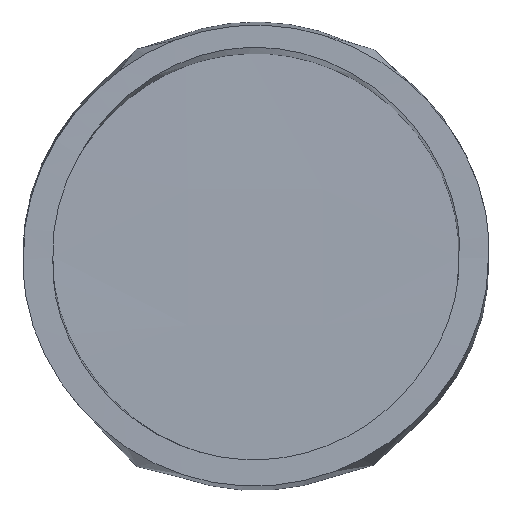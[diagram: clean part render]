
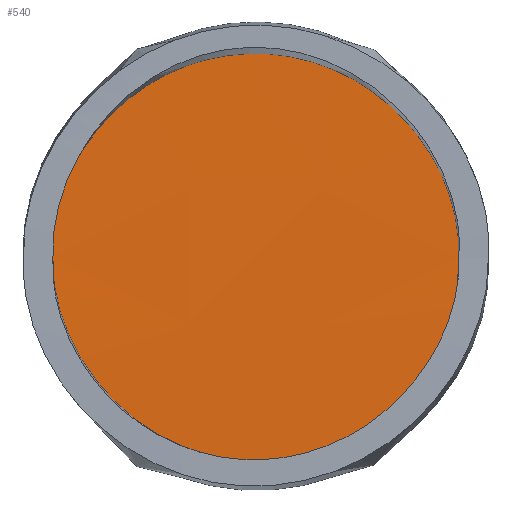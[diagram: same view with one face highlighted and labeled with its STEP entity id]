
A CAD part, top view. The second image highlights one B-rep face of the part: STEP entity #540.
In plain terms, the highlighted free-form (B-spline) face has degree [3, 3] with [4, 4] control points.
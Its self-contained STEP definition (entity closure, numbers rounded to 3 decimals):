
#24 = VERTEX_POINT('',#25);
#25 = CARTESIAN_POINT('',(-0.875,0.003,
    -0.111));
#32 = B_SPLINE_SURFACE_WITH_KNOTS('',3,3,(
    (#33,#34,#35,#36)
    ,(#37,#38,#39,#40)
    ,(#41,#42,#43,#44)
    ,(#45,#46,#47,#48
    )),.UNSPECIFIED.,.F.,.F.,.F.,(4,4),(4,4),(0.,1.),(0.,1.),
  .PIECEWISE_BEZIER_KNOTS.);
#33 = CARTESIAN_POINT('',(0.924,-0.001,
    0.18));
#34 = CARTESIAN_POINT('',(0.927,-0.008,
    0.07));
#35 = CARTESIAN_POINT('',(0.913,-0.003,
    -0.009));
#36 = CARTESIAN_POINT('',(0.927,-0.018,
    -0.12));
#37 = CARTESIAN_POINT('',(0.929,1.19,0.175)
  );
#38 = CARTESIAN_POINT('',(0.945,1.183,
    0.082));
#39 = CARTESIAN_POINT('',(0.935,1.164,
    -0.024));
#40 = CARTESIAN_POINT('',(0.931,1.179,-0.115)
  );
#41 = CARTESIAN_POINT('',(-0.927,1.181,0.174)
  );
#42 = CARTESIAN_POINT('',(-0.938,1.18,
    0.088));
#43 = CARTESIAN_POINT('',(-0.926,1.181,
    -0.026));
#44 = CARTESIAN_POINT('',(-0.929,1.174,-0.113
    ));
#45 = CARTESIAN_POINT('',(-0.929,-0.001,
    0.189));
#46 = CARTESIAN_POINT('',(-0.921,-0.005,
    0.087));
#47 = CARTESIAN_POINT('',(-0.924,-0.004,
    -0.006));
#48 = CARTESIAN_POINT('',(-0.924,-0.011,
    -0.109));
#57 = B_SPLINE_SURFACE_WITH_KNOTS('',3,3,(
    (#58,#59,#60,#61)
    ,(#62,#63,#64,#65)
    ,(#66,#67,#68,#69)
    ,(#70,#71,#72,#73
    )),.UNSPECIFIED.,.F.,.F.,.F.,(4,4),(4,4),(0.,1.),(0.,1.),
  .PIECEWISE_BEZIER_KNOTS.);
#58 = CARTESIAN_POINT('',(-0.92,-0.001,
    0.176));
#59 = CARTESIAN_POINT('',(-0.919,0.008,
    0.077));
#60 = CARTESIAN_POINT('',(-0.924,0.007,
    -0.015));
#61 = CARTESIAN_POINT('',(-0.927,0.01,
    -0.108));
#62 = CARTESIAN_POINT('',(-0.929,-1.188,0.169
    ));
#63 = CARTESIAN_POINT('',(-0.939,-1.187,
    0.085));
#64 = CARTESIAN_POINT('',(-0.942,-1.183,
    -0.024));
#65 = CARTESIAN_POINT('',(-0.938,-1.184,
    -0.107));
#66 = CARTESIAN_POINT('',(0.94,-1.168,0.17)
  );
#67 = CARTESIAN_POINT('',(0.947,-1.172,
    0.08));
#68 = CARTESIAN_POINT('',(0.953,-1.17,
    -0.018));
#69 = CARTESIAN_POINT('',(0.938,-1.167,-0.115
    ));
#70 = CARTESIAN_POINT('',(0.921,0.013,
    0.177));
#71 = CARTESIAN_POINT('',(0.921,0.017,
    0.072));
#72 = CARTESIAN_POINT('',(0.911,0.02,
    -0.005));
#73 = CARTESIAN_POINT('',(0.921,0.023,
    -0.111));
#82 = EDGE_CURVE('',#83,#24,#85,.T.);
#83 = VERTEX_POINT('',#84);
#84 = CARTESIAN_POINT('',(0.871,-0.003,
    -0.112));
#85 = SURFACE_CURVE('',#86,(#92,#102),.PCURVE_S1.);
#86 = B_SPLINE_CURVE_WITH_KNOTS('',4,(#87,#88,#89,#90,#91),
  .UNSPECIFIED.,.F.,.F.,(5,5),(0.,1.),.PIECEWISE_BEZIER_KNOTS.);
#87 = CARTESIAN_POINT('',(0.871,-0.003,
    -0.112));
#88 = CARTESIAN_POINT('',(0.916,0.669,-0.112)
  );
#89 = CARTESIAN_POINT('',(0.002,1.448,
    -0.113));
#90 = CARTESIAN_POINT('',(-0.917,0.676,-0.115)
  );
#91 = CARTESIAN_POINT('',(-0.875,0.003,
    -0.111));
#92 = PCURVE('',#32,#93);
#93 = DEFINITIONAL_REPRESENTATION('',(#94),#101);
#94 = B_SPLINE_CURVE_WITH_KNOTS('',5,(#95,#96,#97,#98,#99,#100),
  .UNSPECIFIED.,.F.,.F.,(6,6),(0.,1.),.PIECEWISE_BEZIER_KNOTS.);
#95 = CARTESIAN_POINT('',(0.004,0.958));
#96 = CARTESIAN_POINT('',(0.156,0.99));
#97 = CARTESIAN_POINT('',(0.473,0.982));
#98 = CARTESIAN_POINT('',(0.529,1.007));
#99 = CARTESIAN_POINT('',(0.843,1.013));
#100 = CARTESIAN_POINT('',(0.996,1.008));
#101 = ( GEOMETRIC_REPRESENTATION_CONTEXT(2) 
PARAMETRIC_REPRESENTATION_CONTEXT() REPRESENTATION_CONTEXT('2D SPACE',''
  ) );
#102 = PCURVE('',#103,#120);
#103 = B_SPLINE_SURFACE_WITH_KNOTS('',3,3,(
    (#104,#105,#106,#107)
    ,(#108,#109,#110,#111)
    ,(#112,#113,#114,#115)
    ,(#116,#117,#118,#119
    )),.UNSPECIFIED.,.F.,.F.,.F.,(4,4),(4,4),(0.,1.),(0.,1.),
  .PIECEWISE_BEZIER_KNOTS.);
#104 = CARTESIAN_POINT('',(-0.914,-0.92,
    -0.11));
#105 = CARTESIAN_POINT('',(-0.917,-0.296,
    -0.106));
#106 = CARTESIAN_POINT('',(-0.915,0.307,-0.107
    ));
#107 = CARTESIAN_POINT('',(-0.913,0.921,
    -0.108));
#108 = CARTESIAN_POINT('',(-0.314,-0.913,
    -0.118));
#109 = CARTESIAN_POINT('',(-0.305,-0.313,
    -0.104));
#110 = CARTESIAN_POINT('',(-0.302,0.317,
    -0.117));
#111 = CARTESIAN_POINT('',(-0.312,0.921,
    -0.11));
#112 = CARTESIAN_POINT('',(0.303,-0.913,
    -0.112));
#113 = CARTESIAN_POINT('',(0.299,-0.304,
    -0.111));
#114 = CARTESIAN_POINT('',(0.301,0.305,-0.105
    ));
#115 = CARTESIAN_POINT('',(0.305,0.925,-0.114
    ));
#116 = CARTESIAN_POINT('',(0.911,-0.919,
    -0.122));
#117 = CARTESIAN_POINT('',(0.911,-0.299,
    -0.111));
#118 = CARTESIAN_POINT('',(0.91,0.309,-0.112
    ));
#119 = CARTESIAN_POINT('',(0.905,0.924,-0.115
    ));
#120 = DEFINITIONAL_REPRESENTATION('',(#121),#127);
#121 = B_SPLINE_CURVE_WITH_KNOTS('',4,(#122,#123,#124,#125,#126),
  .UNSPECIFIED.,.F.,.F.,(5,5),(0.,1.),.PIECEWISE_BEZIER_KNOTS.);
#122 = CARTESIAN_POINT('',(0.979,0.496));
#123 = CARTESIAN_POINT('',(1.004,0.862));
#124 = CARTESIAN_POINT('',(0.503,1.286));
#125 = CARTESIAN_POINT('',(-0.001,0.866));
#126 = CARTESIAN_POINT('',(0.022,0.499));
#127 = ( GEOMETRIC_REPRESENTATION_CONTEXT(2) 
PARAMETRIC_REPRESENTATION_CONTEXT() REPRESENTATION_CONTEXT('2D SPACE',''
  ) );
#540 = ADVANCED_FACE('',(#541),#103,.T.);
#541 = FACE_BOUND('',#542,.T.);
#542 = EDGE_LOOP('',(#543,#544));
#543 = ORIENTED_EDGE('',*,*,#82,.T.);
#544 = ORIENTED_EDGE('',*,*,#545,.T.);
#545 = EDGE_CURVE('',#24,#83,#546,.T.);
#546 = SURFACE_CURVE('',#547,(#553,#562),.PCURVE_S1.);
#547 = B_SPLINE_CURVE_WITH_KNOTS('',4,(#548,#549,#550,#551,#552),
  .UNSPECIFIED.,.F.,.F.,(5,5),(0.,1.),.PIECEWISE_BEZIER_KNOTS.);
#548 = CARTESIAN_POINT('',(-0.875,0.003,
    -0.111));
#549 = CARTESIAN_POINT('',(-0.895,-0.666,
    -0.1));
#550 = CARTESIAN_POINT('',(-0.024,-1.443,
    -0.128));
#551 = CARTESIAN_POINT('',(0.924,-0.673,
    -0.107));
#552 = CARTESIAN_POINT('',(0.871,-0.003,
    -0.112));
#553 = PCURVE('',#103,#554);
#554 = DEFINITIONAL_REPRESENTATION('',(#555),#561);
#555 = B_SPLINE_CURVE_WITH_KNOTS('',4,(#556,#557,#558,#559,#560),
  .UNSPECIFIED.,.F.,.F.,(5,5),(0.,1.),.PIECEWISE_BEZIER_KNOTS.);
#556 = CARTESIAN_POINT('',(0.022,0.499));
#557 = CARTESIAN_POINT('',(0.012,0.134));
#558 = CARTESIAN_POINT('',(0.49,-0.285));
#559 = CARTESIAN_POINT('',(1.007,0.132));
#560 = CARTESIAN_POINT('',(0.979,0.496));
#561 = ( GEOMETRIC_REPRESENTATION_CONTEXT(2) 
PARAMETRIC_REPRESENTATION_CONTEXT() REPRESENTATION_CONTEXT('2D SPACE',''
  ) );
#562 = PCURVE('',#57,#563);
#563 = DEFINITIONAL_REPRESENTATION('',(#564),#571);
#564 = B_SPLINE_CURVE_WITH_KNOTS('',5,(#565,#566,#567,#568,#569,#570),
  .UNSPECIFIED.,.F.,.F.,(6,6),(0.,1.),.PIECEWISE_BEZIER_KNOTS.);
#565 = CARTESIAN_POINT('',(0.002,1.009));
#566 = CARTESIAN_POINT('',(0.152,0.987));
#567 = CARTESIAN_POINT('',(0.479,1.027));
#568 = CARTESIAN_POINT('',(0.526,1.02));
#569 = CARTESIAN_POINT('',(0.84,0.997));
#570 = CARTESIAN_POINT('',(0.993,0.988));
#571 = ( GEOMETRIC_REPRESENTATION_CONTEXT(2) 
PARAMETRIC_REPRESENTATION_CONTEXT() REPRESENTATION_CONTEXT('2D SPACE',''
  ) );
